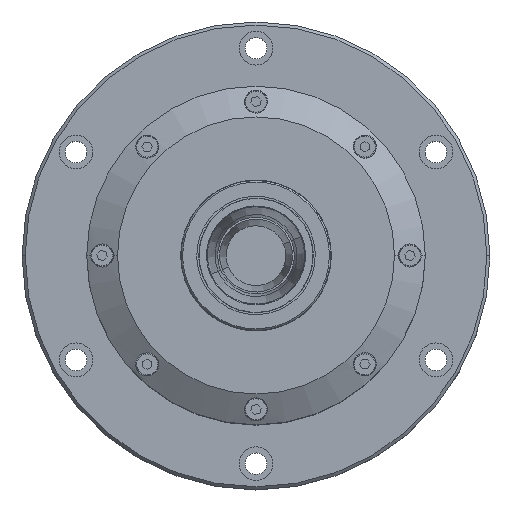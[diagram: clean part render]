
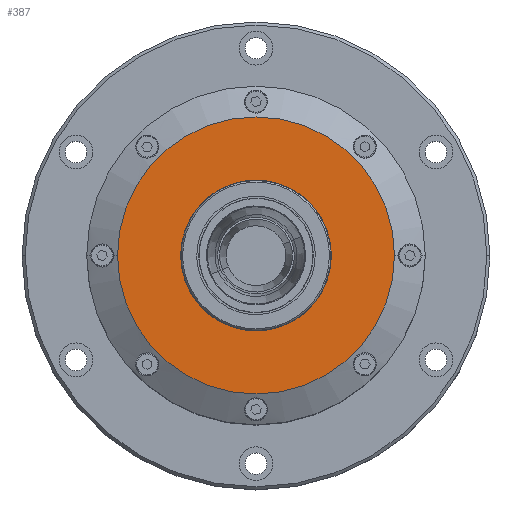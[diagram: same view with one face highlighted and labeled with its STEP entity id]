
A CAD part, top view. The second image highlights one B-rep face of the part: STEP entity #387.
In plain terms, the highlighted face is planar.
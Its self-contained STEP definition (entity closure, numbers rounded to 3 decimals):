
#138 = DIRECTION ( 'NONE',  ( -1., 0., 0. ) ) ;
#301 = EDGE_CURVE ( 'NONE', #14571, #1893, #2936, .T. ) ;
#387 = ADVANCED_FACE ( 'NONE', ( #2172, #14835 ), #14478, .F. ) ;
#447 = AXIS2_PLACEMENT_3D ( 'NONE', #7129, #15700, #8363 ) ;
#643 = DIRECTION ( 'NONE',  ( -1., 0., 0. ) ) ;
#917 = CARTESIAN_POINT ( 'NONE',  ( 5.119, 0., 0. ) ) ;
#1333 = AXIS2_PLACEMENT_3D ( 'NONE', #917, #9506, #2135 ) ;
#1391 = DIRECTION ( 'NONE',  ( 0., 0., 1. ) ) ;
#1893 = VERTEX_POINT ( 'NONE', #8261 ) ;
#2007 = ORIENTED_EDGE ( 'NONE', *, *, #301, .F. ) ;
#2116 = CARTESIAN_POINT ( 'NONE',  ( 5.119, 0., 45. ) ) ;
#2135 = DIRECTION ( 'NONE',  ( 0., 0., 1. ) ) ;
#2172 = FACE_OUTER_BOUND ( 'NONE', #13328, .T. ) ;
#2936 = CIRCLE ( 'NONE', #8978, 24.5 ) ;
#3384 = DIRECTION ( 'NONE',  ( -1., 0., 0. ) ) ;
#3788 = CARTESIAN_POINT ( 'NONE',  ( 5.119, 0., 0. ) ) ;
#3791 = EDGE_CURVE ( 'NONE', #1893, #14571, #6206, .T. ) ;
#5820 = AXIS2_PLACEMENT_3D ( 'NONE', #7981, #643, #9215 ) ;
#6049 = AXIS2_PLACEMENT_3D ( 'NONE', #10752, #3384, #11981 ) ;
#6206 = CIRCLE ( 'NONE', #1333, 24.5 ) ;
#7129 = CARTESIAN_POINT ( 'NONE',  ( 5.119, 45., 0. ) ) ;
#7903 = CIRCLE ( 'NONE', #5820, 45. ) ;
#7981 = CARTESIAN_POINT ( 'NONE',  ( 5.119, 0., 0. ) ) ;
#8261 = CARTESIAN_POINT ( 'NONE',  ( 5.119, 0., -24.5 ) ) ;
#8363 = DIRECTION ( 'NONE',  ( 0., 0., -1. ) ) ;
#8978 = AXIS2_PLACEMENT_3D ( 'NONE', #3788, #138, #1391 ) ;
#9215 = DIRECTION ( 'NONE',  ( 0., 0., 1. ) ) ;
#9380 = ORIENTED_EDGE ( 'NONE', *, *, #9424, .T. ) ;
#9424 = EDGE_CURVE ( 'NONE', #12924, #11243, #7903, .T. ) ;
#9506 = DIRECTION ( 'NONE',  ( -1., 0., 0. ) ) ;
#10541 = ORIENTED_EDGE ( 'NONE', *, *, #3791, .F. ) ;
#10752 = CARTESIAN_POINT ( 'NONE',  ( 5.119, 0., 0. ) ) ;
#11243 = VERTEX_POINT ( 'NONE', #2116 ) ;
#11968 = EDGE_CURVE ( 'NONE', #11243, #12924, #14547, .T. ) ;
#11981 = DIRECTION ( 'NONE',  ( 0., 0., 1. ) ) ;
#11986 = EDGE_LOOP ( 'NONE', ( #2007, #10541 ) ) ;
#12146 = CARTESIAN_POINT ( 'NONE',  ( 5.119, 0., -45. ) ) ;
#12924 = VERTEX_POINT ( 'NONE', #12146 ) ;
#13328 = EDGE_LOOP ( 'NONE', ( #9380, #14924 ) ) ;
#13629 = CARTESIAN_POINT ( 'NONE',  ( 5.119, 0., 24.5 ) ) ;
#14478 = PLANE ( 'NONE',  #447 ) ;
#14547 = CIRCLE ( 'NONE', #6049, 45. ) ;
#14571 = VERTEX_POINT ( 'NONE', #13629 ) ;
#14835 = FACE_BOUND ( 'NONE', #11986, .T. ) ;
#14924 = ORIENTED_EDGE ( 'NONE', *, *, #11968, .T. ) ;
#15700 = DIRECTION ( 'NONE',  ( 1., 0., 0. ) ) ;
